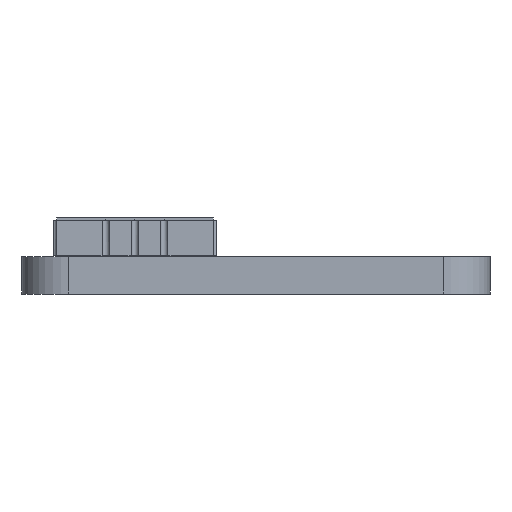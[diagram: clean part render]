
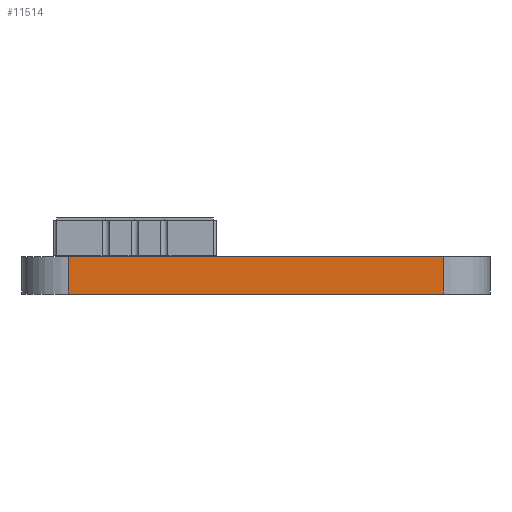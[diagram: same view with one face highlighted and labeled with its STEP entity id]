
A CAD part, left-side view. The second image highlights one B-rep face of the part: STEP entity #11514.
In plain terms, the highlighted planar face has unit normal (-1, 0, 0).
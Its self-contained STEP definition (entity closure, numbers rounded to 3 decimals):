
#9921 = CYLINDRICAL_SURFACE('',#9922,2.);
#9922 = AXIS2_PLACEMENT_3D('',#9923,#9924,#9925);
#9923 = CARTESIAN_POINT('',(-9.,8.,0.));
#9924 = DIRECTION('',(-0.,-0.,-1.));
#9925 = DIRECTION('',(1.,0.,-0.));
#9949 = PLANE('',#9950);
#9950 = AXIS2_PLACEMENT_3D('',#9951,#9952,#9953);
#9951 = CARTESIAN_POINT('',(-0.415,0.477,1.6));
#9952 = DIRECTION('',(-0.,-0.,-1.));
#9953 = DIRECTION('',(-1.,0.,0.));
#10003 = PLANE('',#10004);
#10004 = AXIS2_PLACEMENT_3D('',#10005,#10006,#10007);
#10005 = CARTESIAN_POINT('',(-0.415,0.477,0.));
#10006 = DIRECTION('',(-0.,-0.,-1.));
#10007 = DIRECTION('',(-1.,0.,0.));
#10020 = VERTEX_POINT('',#10021);
#10021 = CARTESIAN_POINT('',(-11.,8.,1.6));
#10047 = EDGE_CURVE('',#10048,#10020,#10050,.T.);
#10048 = VERTEX_POINT('',#10049);
#10049 = CARTESIAN_POINT('',(-11.,8.,0.));
#10050 = SURFACE_CURVE('',#10051,(#10055,#10062),.PCURVE_S1.);
#10051 = LINE('',#10052,#10053);
#10052 = CARTESIAN_POINT('',(-11.,8.,0.));
#10053 = VECTOR('',#10054,1.);
#10054 = DIRECTION('',(0.,0.,1.));
#10055 = PCURVE('',#9921,#10056);
#10056 = DEFINITIONAL_REPRESENTATION('',(#10057),#10061);
#10057 = LINE('',#10058,#10059);
#10058 = CARTESIAN_POINT('',(-3.142,0.));
#10059 = VECTOR('',#10060,1.);
#10060 = DIRECTION('',(-0.,-1.));
#10061 = ( GEOMETRIC_REPRESENTATION_CONTEXT(2) 
PARAMETRIC_REPRESENTATION_CONTEXT() REPRESENTATION_CONTEXT('2D SPACE',''
  ) );
#10062 = PCURVE('',#10063,#10068);
#10063 = PLANE('',#10064);
#10064 = AXIS2_PLACEMENT_3D('',#10065,#10066,#10067);
#10065 = CARTESIAN_POINT('',(-11.,-8.,0.));
#10066 = DIRECTION('',(-1.,0.,0.));
#10067 = DIRECTION('',(0.,1.,0.));
#10068 = DEFINITIONAL_REPRESENTATION('',(#10069),#10073);
#10069 = LINE('',#10070,#10071);
#10070 = CARTESIAN_POINT('',(16.,0.));
#10071 = VECTOR('',#10072,1.);
#10072 = DIRECTION('',(0.,-1.));
#10073 = ( GEOMETRIC_REPRESENTATION_CONTEXT(2) 
PARAMETRIC_REPRESENTATION_CONTEXT() REPRESENTATION_CONTEXT('2D SPACE',''
  ) );
#10427 = VERTEX_POINT('',#10428);
#10428 = CARTESIAN_POINT('',(-11.,-8.,0.));
#10447 = CYLINDRICAL_SURFACE('',#10448,2.);
#10448 = AXIS2_PLACEMENT_3D('',#10449,#10450,#10451);
#10449 = CARTESIAN_POINT('',(-9.,-8.,0.));
#10450 = DIRECTION('',(-0.,-0.,-1.));
#10451 = DIRECTION('',(1.,0.,-0.));
#10459 = EDGE_CURVE('',#10427,#10048,#10460,.T.);
#10460 = SURFACE_CURVE('',#10461,(#10465,#10472),.PCURVE_S1.);
#10461 = LINE('',#10462,#10463);
#10462 = CARTESIAN_POINT('',(-11.,-8.,0.));
#10463 = VECTOR('',#10464,1.);
#10464 = DIRECTION('',(0.,1.,0.));
#10465 = PCURVE('',#10003,#10466);
#10466 = DEFINITIONAL_REPRESENTATION('',(#10467),#10471);
#10467 = LINE('',#10468,#10469);
#10468 = CARTESIAN_POINT('',(10.585,-8.477));
#10469 = VECTOR('',#10470,1.);
#10470 = DIRECTION('',(0.,1.));
#10471 = ( GEOMETRIC_REPRESENTATION_CONTEXT(2) 
PARAMETRIC_REPRESENTATION_CONTEXT() REPRESENTATION_CONTEXT('2D SPACE',''
  ) );
#10472 = PCURVE('',#10063,#10473);
#10473 = DEFINITIONAL_REPRESENTATION('',(#10474),#10478);
#10474 = LINE('',#10475,#10476);
#10475 = CARTESIAN_POINT('',(0.,0.));
#10476 = VECTOR('',#10477,1.);
#10477 = DIRECTION('',(1.,0.));
#10478 = ( GEOMETRIC_REPRESENTATION_CONTEXT(2) 
PARAMETRIC_REPRESENTATION_CONTEXT() REPRESENTATION_CONTEXT('2D SPACE',''
  ) );
#11106 = VERTEX_POINT('',#11107);
#11107 = CARTESIAN_POINT('',(-11.,-8.,1.6));
#11133 = EDGE_CURVE('',#11106,#10020,#11134,.T.);
#11134 = SURFACE_CURVE('',#11135,(#11139,#11146),.PCURVE_S1.);
#11135 = LINE('',#11136,#11137);
#11136 = CARTESIAN_POINT('',(-11.,-8.,1.6));
#11137 = VECTOR('',#11138,1.);
#11138 = DIRECTION('',(0.,1.,0.));
#11139 = PCURVE('',#9949,#11140);
#11140 = DEFINITIONAL_REPRESENTATION('',(#11141),#11145);
#11141 = LINE('',#11142,#11143);
#11142 = CARTESIAN_POINT('',(10.585,-8.477));
#11143 = VECTOR('',#11144,1.);
#11144 = DIRECTION('',(0.,1.));
#11145 = ( GEOMETRIC_REPRESENTATION_CONTEXT(2) 
PARAMETRIC_REPRESENTATION_CONTEXT() REPRESENTATION_CONTEXT('2D SPACE',''
  ) );
#11146 = PCURVE('',#10063,#11147);
#11147 = DEFINITIONAL_REPRESENTATION('',(#11148),#11152);
#11148 = LINE('',#11149,#11150);
#11149 = CARTESIAN_POINT('',(0.,-1.6));
#11150 = VECTOR('',#11151,1.);
#11151 = DIRECTION('',(1.,0.));
#11152 = ( GEOMETRIC_REPRESENTATION_CONTEXT(2) 
PARAMETRIC_REPRESENTATION_CONTEXT() REPRESENTATION_CONTEXT('2D SPACE',''
  ) );
#11514 = ADVANCED_FACE('',(#11515),#10063,.T.);
#11515 = FACE_BOUND('',#11516,.T.);
#11516 = EDGE_LOOP('',(#11517,#11538,#11539,#11540));
#11517 = ORIENTED_EDGE('',*,*,#11518,.T.);
#11518 = EDGE_CURVE('',#10427,#11106,#11519,.T.);
#11519 = SURFACE_CURVE('',#11520,(#11524,#11531),.PCURVE_S1.);
#11520 = LINE('',#11521,#11522);
#11521 = CARTESIAN_POINT('',(-11.,-8.,0.));
#11522 = VECTOR('',#11523,1.);
#11523 = DIRECTION('',(0.,0.,1.));
#11524 = PCURVE('',#10063,#11525);
#11525 = DEFINITIONAL_REPRESENTATION('',(#11526),#11530);
#11526 = LINE('',#11527,#11528);
#11527 = CARTESIAN_POINT('',(0.,0.));
#11528 = VECTOR('',#11529,1.);
#11529 = DIRECTION('',(0.,-1.));
#11530 = ( GEOMETRIC_REPRESENTATION_CONTEXT(2) 
PARAMETRIC_REPRESENTATION_CONTEXT() REPRESENTATION_CONTEXT('2D SPACE',''
  ) );
#11531 = PCURVE('',#10447,#11532);
#11532 = DEFINITIONAL_REPRESENTATION('',(#11533),#11537);
#11533 = LINE('',#11534,#11535);
#11534 = CARTESIAN_POINT('',(-3.142,0.));
#11535 = VECTOR('',#11536,1.);
#11536 = DIRECTION('',(-0.,-1.));
#11537 = ( GEOMETRIC_REPRESENTATION_CONTEXT(2) 
PARAMETRIC_REPRESENTATION_CONTEXT() REPRESENTATION_CONTEXT('2D SPACE',''
  ) );
#11538 = ORIENTED_EDGE('',*,*,#11133,.T.);
#11539 = ORIENTED_EDGE('',*,*,#10047,.F.);
#11540 = ORIENTED_EDGE('',*,*,#10459,.F.);
